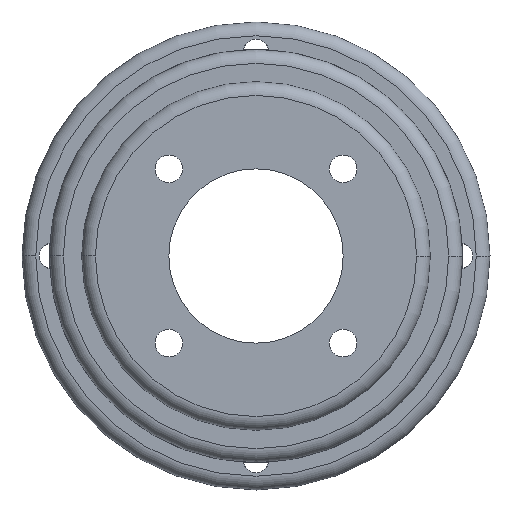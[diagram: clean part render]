
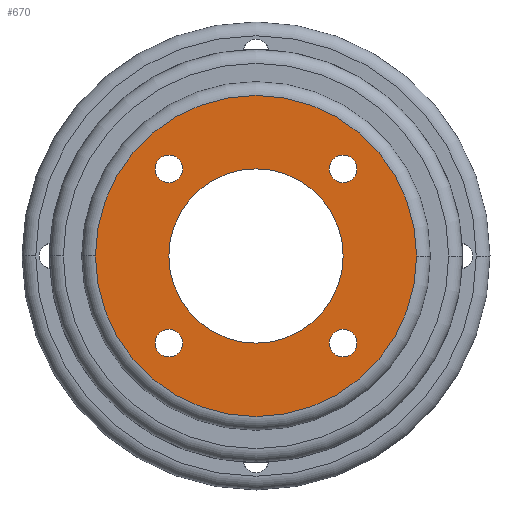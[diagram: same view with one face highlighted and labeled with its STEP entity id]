
A CAD part, left-side view. The second image highlights one B-rep face of the part: STEP entity #670.
In plain terms, the highlighted planar face has unit normal (-1, 0, 0).
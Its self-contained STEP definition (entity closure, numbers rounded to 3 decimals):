
#21 = EDGE_LOOP ( 'NONE', ( #221, #492 ) ) ;
#30 = VERTEX_POINT ( 'NONE', #251 ) ;
#52 = VERTEX_POINT ( 'NONE', #1078 ) ;
#59 = EDGE_LOOP ( 'NONE', ( #1075, #352 ) ) ;
#70 = DIRECTION ( 'NONE',  ( 0., 1., 0. ) ) ;
#93 = EDGE_CURVE ( 'NONE', #1174, #571, #458, .T. ) ;
#96 = EDGE_LOOP ( 'NONE', ( #615, #798 ) ) ;
#100 = CARTESIAN_POINT ( 'NONE',  ( 29.6, 54.5, 19. ) ) ;
#110 = EDGE_CURVE ( 'NONE', #571, #1174, #1284, .T. ) ;
#144 = AXIS2_PLACEMENT_3D ( 'NONE', #684, #325, #1274 ) ;
#155 = DIRECTION ( 'NONE',  ( 0., 1., 0. ) ) ;
#163 = CIRCLE ( 'NONE', #974, 3. ) ;
#171 = EDGE_LOOP ( 'NONE', ( #1116, #673 ) ) ;
#176 = CARTESIAN_POINT ( 'NONE',  ( 29.6, 35.5, 0. ) ) ;
#180 = DIRECTION ( 'NONE',  ( 0., -1., 0. ) ) ;
#181 = EDGE_CURVE ( 'NONE', #481, #339, #163, .T. ) ;
#193 = CARTESIAN_POINT ( 'NONE',  ( 29.6, 70.5, 0. ) ) ;
#199 = CARTESIAN_POINT ( 'NONE',  ( 29.6, 51.5, 19. ) ) ;
#207 = EDGE_CURVE ( 'NONE', #330, #1093, #234, .T. ) ;
#221 = ORIENTED_EDGE ( 'NONE', *, *, #521, .T. ) ;
#230 = CARTESIAN_POINT ( 'NONE',  ( 29.6, 89.5, 0. ) ) ;
#234 = CIRCLE ( 'NONE', #237, 19. ) ;
#236 = EDGE_CURVE ( 'NONE', #339, #481, #982, .T. ) ;
#237 = AXIS2_PLACEMENT_3D ( 'NONE', #193, #1155, #902 ) ;
#251 = CARTESIAN_POINT ( 'NONE',  ( 29.6, 86.5, -19. ) ) ;
#262 = FACE_OUTER_BOUND ( 'NONE', #1482, .T. ) ;
#275 = CARTESIAN_POINT ( 'NONE',  ( 29.6, 89.5, 19. ) ) ;
#293 = DIRECTION ( 'NONE',  ( 1., 0., 0. ) ) ;
#299 = CIRCLE ( 'NONE', #1369, 35. ) ;
#312 = PLANE ( 'NONE',  #495 ) ;
#314 = EDGE_CURVE ( 'NONE', #711, #30, #1368, .T. ) ;
#315 = AXIS2_PLACEMENT_3D ( 'NONE', #1508, #1384, #682 ) ;
#325 = DIRECTION ( 'NONE',  ( 1., 0., 0. ) ) ;
#330 = VERTEX_POINT ( 'NONE', #921 ) ;
#339 = VERTEX_POINT ( 'NONE', #100 ) ;
#350 = VERTEX_POINT ( 'NONE', #1038 ) ;
#352 = ORIENTED_EDGE ( 'NONE', *, *, #207, .T. ) ;
#354 = EDGE_LOOP ( 'NONE', ( #427, #1397 ) ) ;
#356 = AXIS2_PLACEMENT_3D ( 'NONE', #1089, #1327, #155 ) ;
#394 = DIRECTION ( 'NONE',  ( -1., 0., 0. ) ) ;
#398 = DIRECTION ( 'NONE',  ( 0., -1., 0. ) ) ;
#406 = DIRECTION ( 'NONE',  ( 0., 1., 0. ) ) ;
#427 = ORIENTED_EDGE ( 'NONE', *, *, #110, .T. ) ;
#451 = CIRCLE ( 'NONE', #733, 19. ) ;
#458 = CIRCLE ( 'NONE', #520, 3. ) ;
#478 = FACE_BOUND ( 'NONE', #354, .T. ) ;
#481 = VERTEX_POINT ( 'NONE', #1323 ) ;
#492 = ORIENTED_EDGE ( 'NONE', *, *, #1421, .T. ) ;
#495 = AXIS2_PLACEMENT_3D ( 'NONE', #1098, #394, #398 ) ;
#520 = AXIS2_PLACEMENT_3D ( 'NONE', #994, #293, #874 ) ;
#521 = EDGE_CURVE ( 'NONE', #760, #350, #1334, .T. ) ;
#536 = FACE_BOUND ( 'NONE', #171, .T. ) ;
#542 = ORIENTED_EDGE ( 'NONE', *, *, #846, .T. ) ;
#545 = CIRCLE ( 'NONE', #356, 3. ) ;
#553 = EDGE_CURVE ( 'NONE', #1093, #330, #451, .T. ) ;
#571 = VERTEX_POINT ( 'NONE', #769 ) ;
#584 = CIRCLE ( 'NONE', #766, 35. ) ;
#603 = DIRECTION ( 'NONE',  ( 0., 1., 0. ) ) ;
#615 = ORIENTED_EDGE ( 'NONE', *, *, #314, .T. ) ;
#620 = DIRECTION ( 'NONE',  ( 1., 0., 0. ) ) ;
#670 = ADVANCED_FACE ( 'NONE', ( #478, #1419, #884, #536, #262, #782 ), #312, .T. ) ;
#673 = ORIENTED_EDGE ( 'NONE', *, *, #181, .T. ) ;
#682 = DIRECTION ( 'NONE',  ( 0., 1., 0. ) ) ;
#684 = CARTESIAN_POINT ( 'NONE',  ( 29.6, 89.5, -19. ) ) ;
#711 = VERTEX_POINT ( 'NONE', #1328 ) ;
#733 = AXIS2_PLACEMENT_3D ( 'NONE', #1105, #1128, #406 ) ;
#736 = ORIENTED_EDGE ( 'NONE', *, *, #1481, .T. ) ;
#760 = VERTEX_POINT ( 'NONE', #813 ) ;
#765 = AXIS2_PLACEMENT_3D ( 'NONE', #986, #620, #1108 ) ;
#766 = AXIS2_PLACEMENT_3D ( 'NONE', #1487, #903, #180 ) ;
#769 = CARTESIAN_POINT ( 'NONE',  ( 29.6, 54.5, -19. ) ) ;
#782 = FACE_BOUND ( 'NONE', #59, .T. ) ;
#785 = DIRECTION ( 'NONE',  ( 1., 0., 0. ) ) ;
#793 = EDGE_CURVE ( 'NONE', #30, #711, #1186, .T. ) ;
#798 = ORIENTED_EDGE ( 'NONE', *, *, #793, .T. ) ;
#813 = CARTESIAN_POINT ( 'NONE',  ( 29.6, 92.5, 19. ) ) ;
#846 = EDGE_CURVE ( 'NONE', #52, #907, #299, .T. ) ;
#874 = DIRECTION ( 'NONE',  ( 0., 1., 0. ) ) ;
#884 = FACE_BOUND ( 'NONE', #21, .T. ) ;
#902 = DIRECTION ( 'NONE',  ( 0., 1., 0. ) ) ;
#903 = DIRECTION ( 'NONE',  ( -1., 0., 0. ) ) ;
#907 = VERTEX_POINT ( 'NONE', #176 ) ;
#921 = CARTESIAN_POINT ( 'NONE',  ( 29.6, 51.5, 0. ) ) ;
#974 = AXIS2_PLACEMENT_3D ( 'NONE', #1488, #1363, #1016 ) ;
#982 = CIRCLE ( 'NONE', #1239, 3. ) ;
#983 = DIRECTION ( 'NONE',  ( -1., 0., 0. ) ) ;
#986 = CARTESIAN_POINT ( 'NONE',  ( 29.6, 51.5, -19. ) ) ;
#994 = CARTESIAN_POINT ( 'NONE',  ( 29.6, 51.5, -19. ) ) ;
#1016 = DIRECTION ( 'NONE',  ( 0., 1., 0. ) ) ;
#1038 = CARTESIAN_POINT ( 'NONE',  ( 29.6, 86.5, 19. ) ) ;
#1075 = ORIENTED_EDGE ( 'NONE', *, *, #553, .T. ) ;
#1078 = CARTESIAN_POINT ( 'NONE',  ( 29.6, 105.5, 0. ) ) ;
#1081 = CARTESIAN_POINT ( 'NONE',  ( 29.6, 70.5, 0. ) ) ;
#1089 = CARTESIAN_POINT ( 'NONE',  ( 29.6, 89.5, 19. ) ) ;
#1093 = VERTEX_POINT ( 'NONE', #230 ) ;
#1098 = CARTESIAN_POINT ( 'NONE',  ( 29.6, 89.5, 0. ) ) ;
#1105 = CARTESIAN_POINT ( 'NONE',  ( 29.6, 70.5, 0. ) ) ;
#1108 = DIRECTION ( 'NONE',  ( 0., 1., 0. ) ) ;
#1116 = ORIENTED_EDGE ( 'NONE', *, *, #236, .T. ) ;
#1128 = DIRECTION ( 'NONE',  ( 1., 0., 0. ) ) ;
#1155 = DIRECTION ( 'NONE',  ( 1., 0., 0. ) ) ;
#1169 = AXIS2_PLACEMENT_3D ( 'NONE', #275, #1306, #603 ) ;
#1174 = VERTEX_POINT ( 'NONE', #1410 ) ;
#1186 = CIRCLE ( 'NONE', #144, 3. ) ;
#1239 = AXIS2_PLACEMENT_3D ( 'NONE', #199, #785, #70 ) ;
#1274 = DIRECTION ( 'NONE',  ( 0., 1., 0. ) ) ;
#1284 = CIRCLE ( 'NONE', #765, 3. ) ;
#1306 = DIRECTION ( 'NONE',  ( 1., 0., 0. ) ) ;
#1323 = CARTESIAN_POINT ( 'NONE',  ( 29.6, 48.5, 19. ) ) ;
#1327 = DIRECTION ( 'NONE',  ( 1., 0., 0. ) ) ;
#1328 = CARTESIAN_POINT ( 'NONE',  ( 29.6, 92.5, -19. ) ) ;
#1334 = CIRCLE ( 'NONE', #1169, 3. ) ;
#1363 = DIRECTION ( 'NONE',  ( 1., 0., 0. ) ) ;
#1368 = CIRCLE ( 'NONE', #315, 3. ) ;
#1369 = AXIS2_PLACEMENT_3D ( 'NONE', #1081, #983, #1389 ) ;
#1384 = DIRECTION ( 'NONE',  ( 1., 0., 0. ) ) ;
#1389 = DIRECTION ( 'NONE',  ( 0., -1., 0. ) ) ;
#1397 = ORIENTED_EDGE ( 'NONE', *, *, #93, .T. ) ;
#1410 = CARTESIAN_POINT ( 'NONE',  ( 29.6, 48.5, -19. ) ) ;
#1419 = FACE_BOUND ( 'NONE', #96, .T. ) ;
#1421 = EDGE_CURVE ( 'NONE', #350, #760, #545, .T. ) ;
#1481 = EDGE_CURVE ( 'NONE', #907, #52, #584, .T. ) ;
#1482 = EDGE_LOOP ( 'NONE', ( #736, #542 ) ) ;
#1487 = CARTESIAN_POINT ( 'NONE',  ( 29.6, 70.5, 0. ) ) ;
#1488 = CARTESIAN_POINT ( 'NONE',  ( 29.6, 51.5, 19. ) ) ;
#1508 = CARTESIAN_POINT ( 'NONE',  ( 29.6, 89.5, -19. ) ) ;
